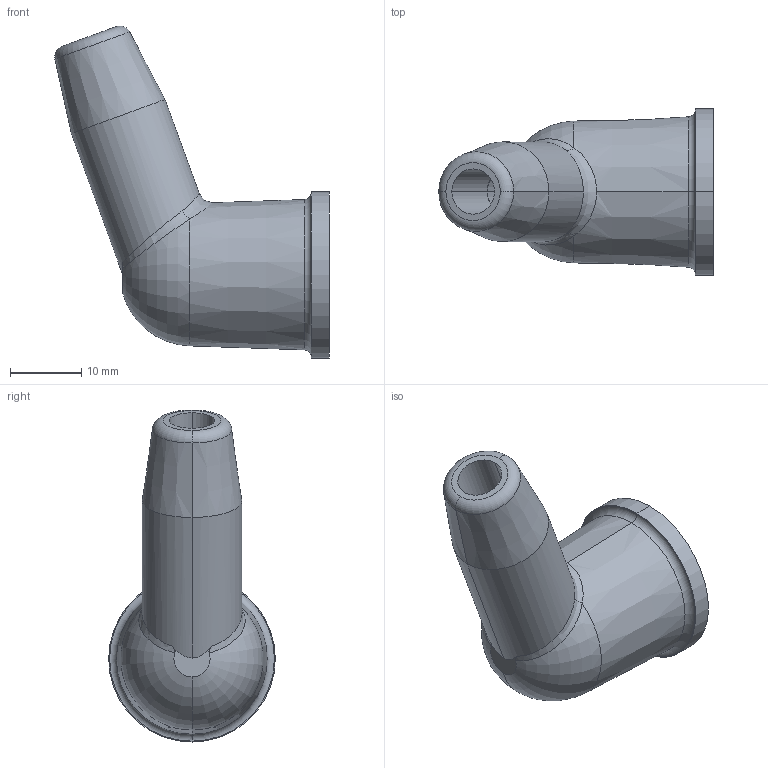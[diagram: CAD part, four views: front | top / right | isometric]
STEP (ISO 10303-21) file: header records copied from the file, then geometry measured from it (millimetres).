
FILE_DESCRIPTION (( 'STEP AP203' ), '1' );
FILE_NAME ('AB20.STEP', '2019-10-30T16:45:24', ( 'tempuser' ), ( 'Microsoft' ), 'SwSTEP 2.0', 'SolidWorks 2019', '' );
FILE_SCHEMA (( 'CONFIG_CONTROL_DESIGN' ));
Length unit declared in the file: inch
Products named in the file (1): AB20
Bounding box: 38.52 x 23.37 x 46.58 mm (x, y, z)
Volume: 7673.9 mm3; surface area: 5141.9 mm2
Topology: 1 solids, 1 shells, 47 faces, 102 edges, 58 vertices
Faces by surface type: torus 18, cone 12, cylinder 8, bspline 5, plane 4
Entity records: 2118 total; most frequent: CARTESIAN_POINT 1027, DIRECTION 230, ORIENTED_EDGE 204, AXIS2_PLACEMENT_3D 105, EDGE_CURVE 102, CIRCLE 62, VERTEX_POINT 58, EDGE_LOOP 50
